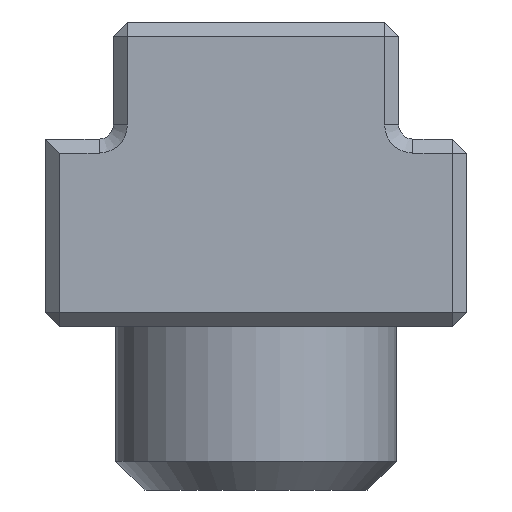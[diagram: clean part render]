
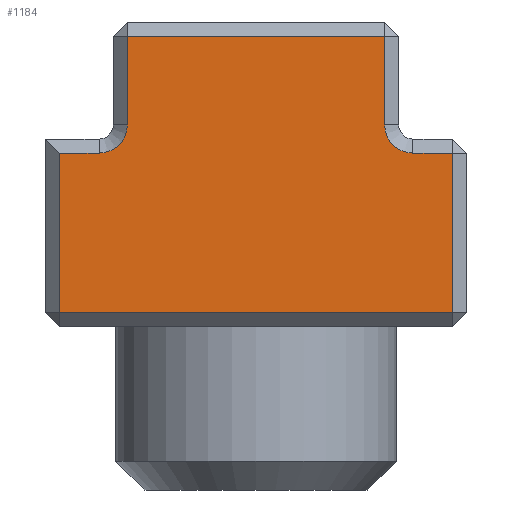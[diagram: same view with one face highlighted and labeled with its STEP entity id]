
A CAD part, left-side view. The second image highlights one B-rep face of the part: STEP entity #1184.
In plain terms, the highlighted planar face has unit normal (-1, 0, 0).
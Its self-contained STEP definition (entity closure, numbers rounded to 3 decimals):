
#115=CARTESIAN_POINT('',(0.,2.75,6.2));
#116=VERTEX_POINT('',#115);
#169=CARTESIAN_POINT('',(0.,-2.75,6.2));
#170=VERTEX_POINT('',#169);
#267=CARTESIAN_POINT('',(0.,4.2,0.3));
#268=VERTEX_POINT('',#267);
#319=CARTESIAN_POINT('',(0.,-4.2,3.7));
#320=VERTEX_POINT('',#319);
#385=CARTESIAN_POINT('',(0.,-4.2,0.3));
#386=VERTEX_POINT('',#385);
#438=CARTESIAN_POINT('',(0.,-4.2,3.7));
#439=DIRECTION('',(0.0,0.0,-1.0));
#440=VECTOR('',#439,3.4);
#441=LINE('',#438,#440);
#442=EDGE_CURVE('',#320,#386,#441,.T.);
#460=CARTESIAN_POINT('',(0.,-4.2,0.3));
#461=DIRECTION('',(0.0,1.0,0.0));
#462=VECTOR('',#461,8.4);
#463=LINE('',#460,#462);
#464=EDGE_CURVE('',#386,#268,#463,.T.);
#549=CARTESIAN_POINT('',(0.,-3.35,3.7));
#550=VERTEX_POINT('',#549);
#557=CARTESIAN_POINT('',(0.,-3.35,3.7));
#558=DIRECTION('',(0.0,-1.0,0.0));
#559=VECTOR('',#558,0.85);
#560=LINE('',#557,#559);
#561=EDGE_CURVE('',#550,#320,#560,.T.);
#580=CARTESIAN_POINT('',(0.,-2.75,4.3));
#581=VERTEX_POINT('',#580);
#588=CARTESIAN_POINT('',(0.,-3.35,4.3));
#589=DIRECTION('',(-1.,0.,0.));
#590=DIRECTION('',(0.,0.707,-0.707));
#591=AXIS2_PLACEMENT_3D('',#588,#589,#590);
#592=CIRCLE('',#591,0.6);
#593=EDGE_CURVE('',#581,#550,#592,.T.);
#612=CARTESIAN_POINT('',(0.,-2.75,6.2));
#613=DIRECTION('',(0.0,0.0,-1.0));
#614=VECTOR('',#613,1.9);
#615=LINE('',#612,#614);
#616=EDGE_CURVE('',#170,#581,#615,.T.);
#642=CARTESIAN_POINT('',(0.,4.2,3.7));
#643=VERTEX_POINT('',#642);
#644=CARTESIAN_POINT('',(0.,4.2,0.3));
#645=DIRECTION('',(0.0,0.0,1.0));
#646=VECTOR('',#645,3.4);
#647=LINE('',#644,#646);
#648=EDGE_CURVE('',#268,#643,#647,.T.);
#804=CARTESIAN_POINT('',(0.,2.75,6.2));
#805=DIRECTION('',(0.0,-1.0,0.0));
#806=VECTOR('',#805,5.5);
#807=LINE('',#804,#806);
#808=EDGE_CURVE('',#116,#170,#807,.T.);
#825=CARTESIAN_POINT('',(0.,3.35,3.7));
#826=VERTEX_POINT('',#825);
#842=CARTESIAN_POINT('',(0.,4.2,3.7));
#843=DIRECTION('',(0.0,-1.0,0.0));
#844=VECTOR('',#843,0.85);
#845=LINE('',#842,#844);
#846=EDGE_CURVE('',#643,#826,#845,.T.);
#856=CARTESIAN_POINT('',(0.,2.75,4.3));
#857=VERTEX_POINT('',#856);
#874=CARTESIAN_POINT('',(0.,3.35,4.3));
#875=DIRECTION('',(-1.,0.,0.));
#876=DIRECTION('',(0.,-0.707,-0.707));
#877=AXIS2_PLACEMENT_3D('',#874,#875,#876);
#878=CIRCLE('',#877,0.6);
#879=EDGE_CURVE('',#826,#857,#878,.T.);
#897=CARTESIAN_POINT('',(0.,2.75,4.3));
#898=DIRECTION('',(0.0,0.0,1.0));
#899=VECTOR('',#898,1.9);
#900=LINE('',#897,#899);
#901=EDGE_CURVE('',#857,#116,#900,.T.);
#1167=CARTESIAN_POINT('',(0.,-4.5,0.0));
#1168=DIRECTION('',(-1.0,0.0,0.0));
#1169=DIRECTION('',(0.0,0.0,1.0));
#1170=AXIS2_PLACEMENT_3D('',#1167,#1168,#1169);
#1171=PLANE('',#1170);
#1172=ORIENTED_EDGE('',*,*,#442,.F.);
#1173=ORIENTED_EDGE('',*,*,#561,.F.);
#1174=ORIENTED_EDGE('',*,*,#593,.F.);
#1175=ORIENTED_EDGE('',*,*,#616,.F.);
#1176=ORIENTED_EDGE('',*,*,#808,.F.);
#1177=ORIENTED_EDGE('',*,*,#901,.F.);
#1178=ORIENTED_EDGE('',*,*,#879,.F.);
#1179=ORIENTED_EDGE('',*,*,#846,.F.);
#1180=ORIENTED_EDGE('',*,*,#648,.F.);
#1181=ORIENTED_EDGE('',*,*,#464,.F.);
#1182=EDGE_LOOP('',(#1172,#1173,#1174,#1175,#1176,#1177,#1178,#1179,#1180,#1181));
#1183=FACE_OUTER_BOUND('',#1182,.T.);
#1184=ADVANCED_FACE('',(#1183),#1171,.T.);
